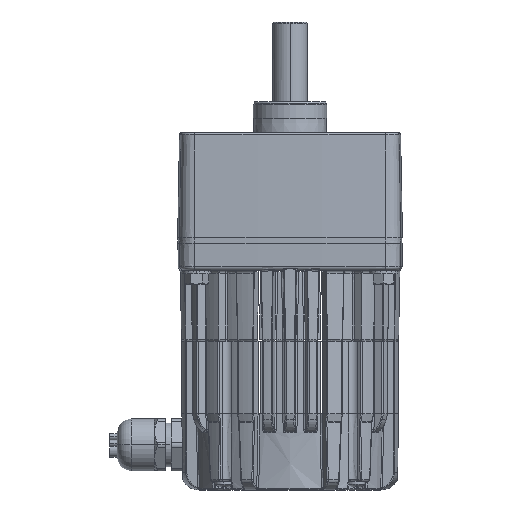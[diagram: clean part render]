
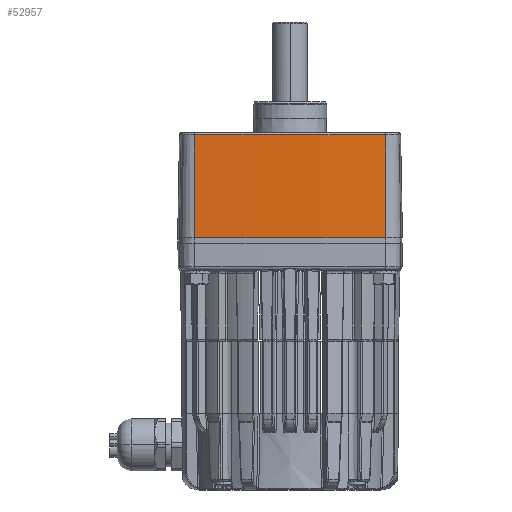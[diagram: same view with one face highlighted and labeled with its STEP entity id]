
A CAD part, front view. The second image highlights one B-rep face of the part: STEP entity #52957.
In plain terms, the highlighted conical face has half-angle 1 degrees and reference radius 1159.26 mm.
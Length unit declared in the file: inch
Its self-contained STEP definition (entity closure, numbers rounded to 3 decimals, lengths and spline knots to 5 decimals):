
#1697 = ORIENTED_EDGE ( 'NONE', *, *, #24536, .T. ) ;
#1701 = ORIENTED_EDGE ( 'NONE', *, *, #24550, .T. ) ;
#5666 = AXIS2_PLACEMENT_3D ( 'NONE', #27020, #27008, #27007 ) ;
#9328 = FACE_OUTER_BOUND ( 'NONE', #12846, .T. ) ;
#9330 = CONICAL_SURFACE ( 'NONE', #5666, 45.64, 0.017 ) ;
#12846 = EDGE_LOOP ( 'NONE', ( #1701, #1697, #56923, #57059 ) ) ;
#23295 = CARTESIAN_POINT ( 'NONE',  ( 0., 43.61, 3.72905 ) ) ;
#23296 = DIRECTION ( 'NONE',  ( 0., 0., -1. ) ) ;
#23297 = DIRECTION ( 'NONE',  ( 1., 0., 0. ) ) ;
#23302 = CARTESIAN_POINT ( 'NONE',  ( -1.72808, -1.99727, 1.873 ) ) ;
#23303 = DIRECTION ( 'NONE',  ( -0.001, -0.017, -1. ) ) ;
#23309 = CARTESIAN_POINT ( 'NONE',  ( 1.72808, -1.99727, 1.873 ) ) ;
#23310 = DIRECTION ( 'NONE',  ( -0.001, 0.017, 1. ) ) ;
#24536 = EDGE_CURVE ( 'NONE', #42016, #42015, #33173, .T. ) ;
#24544 = EDGE_CURVE ( 'NONE', #42015, #42019, #33179, .T. ) ;
#24550 = EDGE_CURVE ( 'NONE', #42020, #42016, #33184, .T. ) ;
#24718 = EDGE_CURVE ( 'NONE', #42020, #42019, #33269, .T. ) ;
#27007 = DIRECTION ( 'NONE',  ( 1., 0., 0. ) ) ;
#27008 = DIRECTION ( 'NONE',  ( 0., 0., -1. ) ) ;
#27020 = CARTESIAN_POINT ( 'NONE',  ( 0., 43.61, 1.873 ) ) ;
#33173 = CIRCLE ( 'NONE', #60844, 45.6076 ) ;
#33179 = LINE ( 'NONE', #23302, #33182 ) ;
#33182 = VECTOR ( 'NONE', #23303, 39.37008 ) ;
#33184 = LINE ( 'NONE', #23309, #33186 ) ;
#33186 = VECTOR ( 'NONE', #23310, 39.37008 ) ;
#33269 = CIRCLE ( 'NONE', #60884, 45.64 ) ;
#42015 = VERTEX_POINT ( 'NONE', #44457 ) ;
#42016 = VERTEX_POINT ( 'NONE', #44458 ) ;
#42019 = VERTEX_POINT ( 'NONE', #44461 ) ;
#42020 = VERTEX_POINT ( 'NONE', #44462 ) ;
#44457 = CARTESIAN_POINT ( 'NONE',  ( -1.72685, -1.9649, 3.72905 ) ) ;
#44458 = CARTESIAN_POINT ( 'NONE',  ( 1.72685, -1.9649, 3.72905 ) ) ;
#44461 = CARTESIAN_POINT ( 'NONE',  ( -1.72808, -1.99727, 1.873 ) ) ;
#44462 = CARTESIAN_POINT ( 'NONE',  ( 1.72808, -1.99727, 1.873 ) ) ;
#45145 = CARTESIAN_POINT ( 'NONE',  ( 0., 43.61, 1.873 ) ) ;
#45147 = DIRECTION ( 'NONE',  ( 0., 0., -1. ) ) ;
#45149 = DIRECTION ( 'NONE',  ( 1., 0., 0. ) ) ;
#52957 = ADVANCED_FACE ( 'NONE', ( #9328 ), #9330, .T. ) ;
#56923 = ORIENTED_EDGE ( 'NONE', *, *, #24544, .T. ) ;
#57059 = ORIENTED_EDGE ( 'NONE', *, *, #24718, .F. ) ;
#60844 = AXIS2_PLACEMENT_3D ( 'NONE', #23295, #23296, #23297 ) ;
#60884 = AXIS2_PLACEMENT_3D ( 'NONE', #45145, #45147, #45149 ) ;
